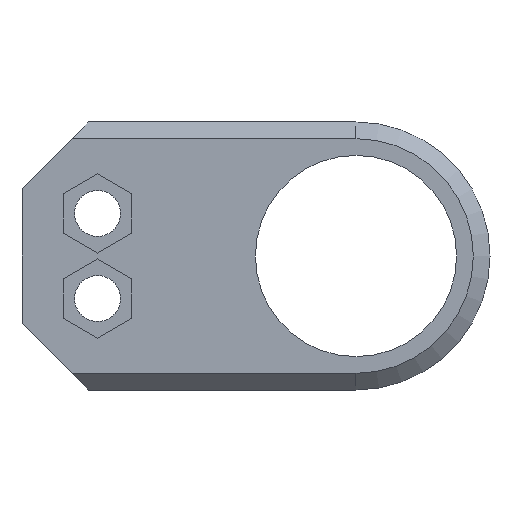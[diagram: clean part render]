
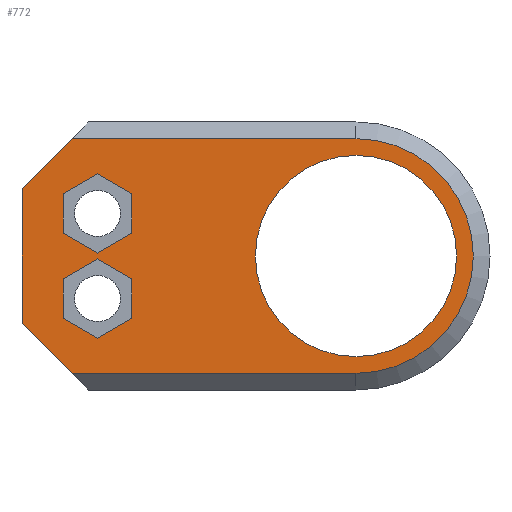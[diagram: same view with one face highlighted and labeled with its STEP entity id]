
A CAD part, front view. The second image highlights one B-rep face of the part: STEP entity #772.
In plain terms, the highlighted planar face has unit normal (0, -1, 0).
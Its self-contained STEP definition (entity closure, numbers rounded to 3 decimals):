
#20=FACE_BOUND('',#118,.T.);
#21=FACE_BOUND('',#119,.T.);
#22=FACE_BOUND('',#120,.T.);
#34=CIRCLE('',#839,14.05);
#37=CIRCLE('',#845,12.05);
#75=FACE_OUTER_BOUND('',#117,.T.);
#117=EDGE_LOOP('',(#614,#615,#616,#617,#618,#619));
#118=EDGE_LOOP('',(#620,#621,#622,#623,#624,#625));
#119=EDGE_LOOP('',(#626,#627,#628,#629,#630,#631));
#120=EDGE_LOOP('',(#632));
#144=LINE('',#1084,#233);
#147=LINE('',#1090,#236);
#150=LINE('',#1096,#239);
#153=LINE('',#1102,#242);
#156=LINE('',#1108,#245);
#159=LINE('',#1112,#248);
#162=LINE('',#1120,#251);
#166=LINE('',#1127,#255);
#169=LINE('',#1133,#258);
#172=LINE('',#1139,#261);
#175=LINE('',#1145,#264);
#177=LINE('',#1148,#266);
#210=LINE('',#1250,#299);
#214=LINE('',#1262,#303);
#215=LINE('',#1265,#304);
#218=LINE('',#1271,#307);
#219=LINE('',#1272,#308);
#233=VECTOR('',#875,10.);
#236=VECTOR('',#880,10.);
#239=VECTOR('',#885,10.);
#242=VECTOR('',#890,10.);
#245=VECTOR('',#895,10.);
#248=VECTOR('',#900,10.);
#251=VECTOR('',#905,10.);
#255=VECTOR('',#911,10.);
#258=VECTOR('',#916,10.);
#261=VECTOR('',#921,10.);
#264=VECTOR('',#926,10.);
#266=VECTOR('',#930,10.);
#299=VECTOR('',#993,10.);
#303=VECTOR('',#1007,10.);
#304=VECTOR('',#1010,10.);
#307=VECTOR('',#1015,10.);
#308=VECTOR('',#1016,10.);
#322=VERTEX_POINT('',#1081);
#323=VERTEX_POINT('',#1083);
#325=VERTEX_POINT('',#1089);
#327=VERTEX_POINT('',#1095);
#329=VERTEX_POINT('',#1101);
#331=VERTEX_POINT('',#1107);
#334=VERTEX_POINT('',#1117);
#335=VERTEX_POINT('',#1119);
#337=VERTEX_POINT('',#1125);
#339=VERTEX_POINT('',#1131);
#341=VERTEX_POINT('',#1137);
#343=VERTEX_POINT('',#1143);
#372=VERTEX_POINT('',#1247);
#373=VERTEX_POINT('',#1249);
#374=VERTEX_POINT('',#1253);
#376=VERTEX_POINT('',#1260);
#377=VERTEX_POINT('',#1264);
#379=VERTEX_POINT('',#1270);
#380=VERTEX_POINT('',#1273);
#392=EDGE_CURVE('',#323,#322,#144,.T.);
#395=EDGE_CURVE('',#325,#323,#147,.T.);
#398=EDGE_CURVE('',#327,#325,#150,.T.);
#401=EDGE_CURVE('',#329,#327,#153,.T.);
#404=EDGE_CURVE('',#331,#329,#156,.T.);
#407=EDGE_CURVE('',#322,#331,#159,.T.);
#410=EDGE_CURVE('',#335,#334,#162,.T.);
#414=EDGE_CURVE('',#334,#337,#166,.T.);
#417=EDGE_CURVE('',#337,#339,#169,.T.);
#420=EDGE_CURVE('',#339,#341,#172,.T.);
#423=EDGE_CURVE('',#341,#343,#175,.T.);
#425=EDGE_CURVE('',#343,#335,#177,.T.);
#464=EDGE_CURVE('',#372,#373,#210,.T.);
#466=EDGE_CURVE('',#373,#374,#34,.T.);
#471=EDGE_CURVE('',#374,#376,#214,.T.);
#472=EDGE_CURVE('',#376,#377,#215,.T.);
#475=EDGE_CURVE('',#379,#372,#218,.T.);
#476=EDGE_CURVE('',#377,#379,#219,.T.);
#477=EDGE_CURVE('',#380,#380,#37,.T.);
#614=ORIENTED_EDGE('',*,*,#471,.F.);
#615=ORIENTED_EDGE('',*,*,#466,.F.);
#616=ORIENTED_EDGE('',*,*,#464,.F.);
#617=ORIENTED_EDGE('',*,*,#475,.F.);
#618=ORIENTED_EDGE('',*,*,#476,.F.);
#619=ORIENTED_EDGE('',*,*,#472,.F.);
#620=ORIENTED_EDGE('',*,*,#392,.T.);
#621=ORIENTED_EDGE('',*,*,#407,.T.);
#622=ORIENTED_EDGE('',*,*,#404,.T.);
#623=ORIENTED_EDGE('',*,*,#401,.T.);
#624=ORIENTED_EDGE('',*,*,#398,.T.);
#625=ORIENTED_EDGE('',*,*,#395,.T.);
#626=ORIENTED_EDGE('',*,*,#410,.T.);
#627=ORIENTED_EDGE('',*,*,#414,.T.);
#628=ORIENTED_EDGE('',*,*,#417,.T.);
#629=ORIENTED_EDGE('',*,*,#420,.T.);
#630=ORIENTED_EDGE('',*,*,#423,.T.);
#631=ORIENTED_EDGE('',*,*,#425,.T.);
#632=ORIENTED_EDGE('',*,*,#477,.F.);
#735=PLANE('',#844);
#772=ADVANCED_FACE('',(#75,#20,#21,#22),#735,.T.);
#839=AXIS2_PLACEMENT_3D('',#1254,#997,#998);
#844=AXIS2_PLACEMENT_3D('',#1269,#1013,#1014);
#845=AXIS2_PLACEMENT_3D('',#1274,#1017,#1018);
#875=DIRECTION('',(0.866,0.,-0.5));
#880=DIRECTION('',(0.866,0.,0.5));
#885=DIRECTION('',(0.,0.,1.));
#890=DIRECTION('',(-0.866,0.,0.5));
#895=DIRECTION('',(-0.866,0.,-0.5));
#900=DIRECTION('',(0.,0.,-1.));
#905=DIRECTION('',(0.,0.,-1.));
#911=DIRECTION('',(-0.866,0.,-0.5));
#916=DIRECTION('',(-0.866,0.,0.5));
#921=DIRECTION('',(0.,0.,1.));
#926=DIRECTION('',(0.866,0.,0.5));
#930=DIRECTION('',(0.866,0.,-0.5));
#993=DIRECTION('',(1.,0.,0.));
#997=DIRECTION('center_axis',(0.,1.,0.));
#998=DIRECTION('ref_axis',(1.,0.,0.));
#1007=DIRECTION('',(-1.,0.,0.));
#1010=DIRECTION('',(-0.707,0.,0.707));
#1013=DIRECTION('center_axis',(0.,-1.,0.));
#1014=DIRECTION('ref_axis',(0.,0.,-1.));
#1015=DIRECTION('',(0.707,0.,0.707));
#1016=DIRECTION('',(0.,0.,1.));
#1017=DIRECTION('center_axis',(0.,-1.,0.));
#1018=DIRECTION('ref_axis',(-1.,0.,0.));
#1081=CARTESIAN_POINT('',(-26.84,-2.,-2.727));
#1083=CARTESIAN_POINT('',(-30.95,-2.,-0.354));
#1084=CARTESIAN_POINT('',(-19.42,-2.,-7.011));
#1089=CARTESIAN_POINT('',(-35.06,-2.,-2.727));
#1090=CARTESIAN_POINT('',(-21.322,-2.,5.205));
#1095=CARTESIAN_POINT('',(-35.06,-2.,-7.473));
#1096=CARTESIAN_POINT('',(-35.06,-2.,-3.736));
#1101=CARTESIAN_POINT('',(-30.95,-2.,-9.846));
#1102=CARTESIAN_POINT('',(-21.475,-2.,-15.316));
#1107=CARTESIAN_POINT('',(-26.84,-2.,-7.473));
#1108=CARTESIAN_POINT('',(-15.157,-2.,-0.728));
#1112=CARTESIAN_POINT('',(-26.84,-2.,-1.364));
#1117=CARTESIAN_POINT('',(-26.84,-2.,2.727));
#1119=CARTESIAN_POINT('',(-26.84,-2.,7.473));
#1120=CARTESIAN_POINT('',(-26.84,-2.,3.736));
#1125=CARTESIAN_POINT('',(-30.95,-2.,0.354));
#1127=CARTESIAN_POINT('',(-17.365,-2.,8.197));
#1131=CARTESIAN_POINT('',(-35.06,-2.,2.727));
#1133=CARTESIAN_POINT('',(-19.267,-2.,-6.391));
#1137=CARTESIAN_POINT('',(-35.06,-2.,7.473));
#1139=CARTESIAN_POINT('',(-35.06,-2.,1.364));
#1143=CARTESIAN_POINT('',(-30.95,-2.,9.846));
#1145=CARTESIAN_POINT('',(-23.53,-2.,14.13));
#1148=CARTESIAN_POINT('',(-17.212,-2.,1.914));
#1247=CARTESIAN_POINT('',(-34.,-2.,14.05));
#1249=CARTESIAN_POINT('',(0.,-2.,14.05));
#1250=CARTESIAN_POINT('',(-17.5,-2.,14.05));
#1253=CARTESIAN_POINT('',(0.,-2.,-14.05));
#1254=CARTESIAN_POINT('Origin',(0.,-2.,0.));
#1260=CARTESIAN_POINT('',(-34.,-2.,-14.05));
#1262=CARTESIAN_POINT('',(0.,-2.,-14.05));
#1264=CARTESIAN_POINT('',(-40.,-2.,-8.05));
#1265=CARTESIAN_POINT('',(-30.013,-2.,-18.038));
#1269=CARTESIAN_POINT('Origin',(0.,-2.,0.));
#1270=CARTESIAN_POINT('',(-40.,-2.,8.05));
#1271=CARTESIAN_POINT('',(-30.013,-2.,18.038));
#1272=CARTESIAN_POINT('',(-40.,-2.,8.025));
#1273=CARTESIAN_POINT('',(12.05,-2.,0.));
#1274=CARTESIAN_POINT('Origin',(0.,-2.,0.));
